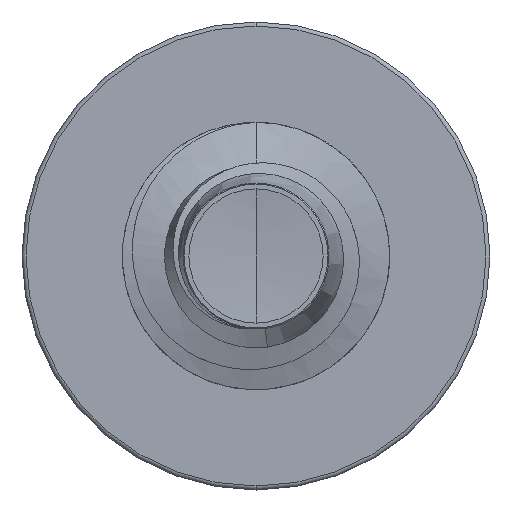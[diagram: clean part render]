
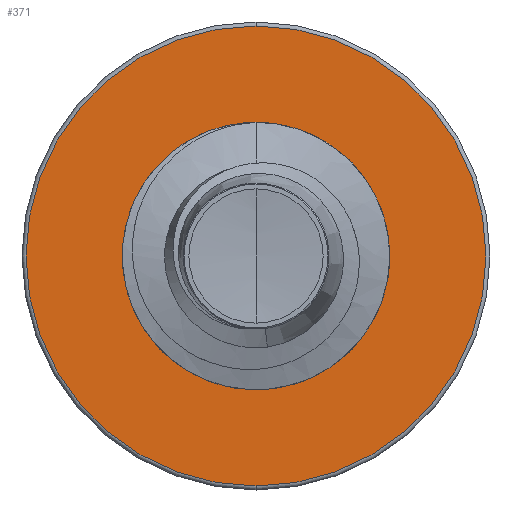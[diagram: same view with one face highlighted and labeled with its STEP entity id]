
A CAD part, front view. The second image highlights one B-rep face of the part: STEP entity #371.
In plain terms, the highlighted planar face has unit normal (0, -1, 0).
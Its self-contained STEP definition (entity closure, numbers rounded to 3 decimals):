
#263 = DIRECTION ( 'NONE',  ( 0., 0., 1. ) ) ;
#279 = DIRECTION ( 'NONE',  ( 0., 1., 0. ) ) ;
#282 = CARTESIAN_POINT ( 'NONE',  ( 0., 6., 0. ) ) ;
#371 = ADVANCED_FACE ( 'NONE', ( #10646, #10434 ), #11617, .F. ) ;
#378 = AXIS2_PLACEMENT_3D ( 'NONE', #9223, #9221, #9214 ) ;
#387 = AXIS2_PLACEMENT_3D ( 'NONE', #282, #279, #263 ) ;
#2020 = EDGE_LOOP ( 'NONE', ( #6026, #11470 ) ) ;
#2412 = ORIENTED_EDGE ( 'NONE', *, *, #12125, .F. ) ;
#4092 = CARTESIAN_POINT ( 'NONE',  ( 0., 6., -3.44 ) ) ;
#4619 = DIRECTION ( 'NONE',  ( 0., 1., 0. ) ) ;
#4687 = CARTESIAN_POINT ( 'NONE',  ( 0., 6., -1.989 ) ) ;
#4767 = CIRCLE ( 'NONE', #378, 3.44 ) ;
#4988 = AXIS2_PLACEMENT_3D ( 'NONE', #5215, #5202, #5182 ) ;
#5182 = DIRECTION ( 'NONE',  ( 0., 0., 1. ) ) ;
#5202 = DIRECTION ( 'NONE',  ( 0., 1., 0. ) ) ;
#5215 = CARTESIAN_POINT ( 'NONE',  ( 0., 6., 0. ) ) ;
#6026 = ORIENTED_EDGE ( 'NONE', *, *, #11504, .T. ) ;
#6161 = VERTEX_POINT ( 'NONE', #8065 ) ;
#6538 = DIRECTION ( 'NONE',  ( 0., 0., 1. ) ) ;
#6550 = DIRECTION ( 'NONE',  ( 0., 1., 0. ) ) ;
#6561 = CARTESIAN_POINT ( 'NONE',  ( 0., 6., 0. ) ) ;
#8065 = CARTESIAN_POINT ( 'NONE',  ( 0., 6., -1.989 ) ) ;
#8152 = CIRCLE ( 'NONE', #4988, 1.989 ) ;
#8501 = ORIENTED_EDGE ( 'NONE', *, *, #12180, .F. ) ;
#8582 = EDGE_LOOP ( 'NONE', ( #8501, #2412 ) ) ;
#8896 = VERTEX_POINT ( 'NONE', #4092 ) ;
#9214 = DIRECTION ( 'NONE',  ( 0., 0., 1. ) ) ;
#9221 = DIRECTION ( 'NONE',  ( 0., 1., 0. ) ) ;
#9223 = CARTESIAN_POINT ( 'NONE',  ( 0., 6., 0. ) ) ;
#9235 = DIRECTION ( 'NONE',  ( 0., 0., 1. ) ) ;
#10194 = CIRCLE ( 'NONE', #387, 3.44 ) ;
#10434 = FACE_BOUND ( 'NONE', #2020, .T. ) ;
#10532 = VERTEX_POINT ( 'NONE', #12953 ) ;
#10539 = VERTEX_POINT ( 'NONE', #12913 ) ;
#10646 = FACE_OUTER_BOUND ( 'NONE', #8582, .T. ) ;
#10832 = CIRCLE ( 'NONE', #10890, 1.989 ) ;
#10890 = AXIS2_PLACEMENT_3D ( 'NONE', #6561, #6550, #6538 ) ;
#11338 = AXIS2_PLACEMENT_3D ( 'NONE', #4687, #4619, #9235 ) ;
#11470 = ORIENTED_EDGE ( 'NONE', *, *, #11560, .T. ) ;
#11504 = EDGE_CURVE ( 'NONE', #10532, #6161, #10832, .T. ) ;
#11560 = EDGE_CURVE ( 'NONE', #6161, #10532, #8152, .T. ) ;
#11617 = PLANE ( 'NONE',  #11338 ) ;
#12125 = EDGE_CURVE ( 'NONE', #8896, #10539, #10194, .T. ) ;
#12180 = EDGE_CURVE ( 'NONE', #10539, #8896, #4767, .T. ) ;
#12913 = CARTESIAN_POINT ( 'NONE',  ( 0., 6., 3.44 ) ) ;
#12953 = CARTESIAN_POINT ( 'NONE',  ( 0., 6., 1.989 ) ) ;
